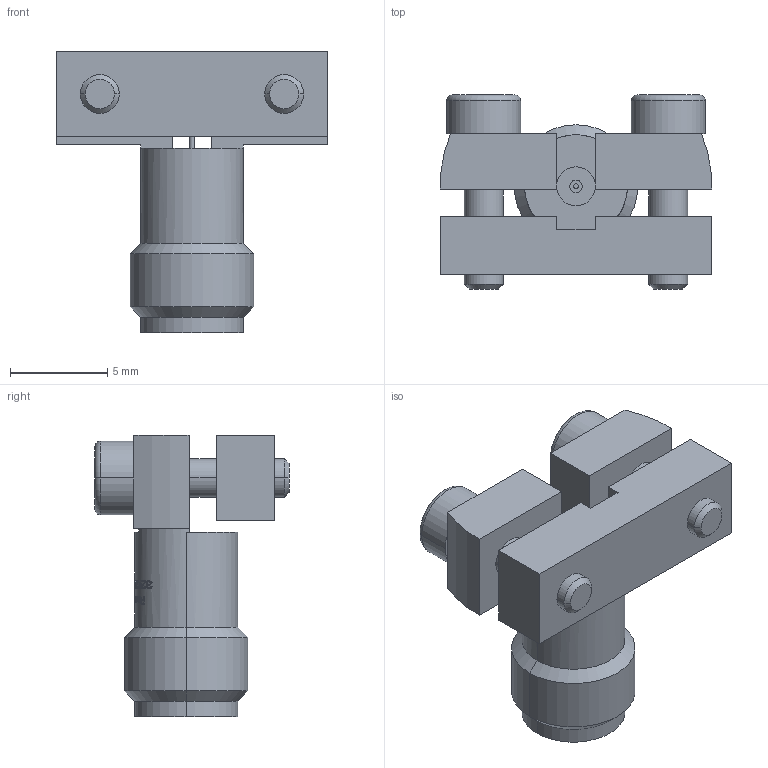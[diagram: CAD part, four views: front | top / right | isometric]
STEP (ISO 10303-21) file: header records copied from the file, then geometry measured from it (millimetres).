
FILE_DESCRIPTION((''),'2;1');
FILE_NAME('32K243-40MXX_SHRINK_ASM','2023-02-08T16:56:54',('F_Oellerer'),(''),'CREO PARAMETRIC BY PTC INC, 2021424','CREO PARAMETRIC BY PTC INC, 2021424','');
FILE_SCHEMA(('AUTOMOTIVE_DESIGN { 1 0 10303 214 1 1 1 1 }'));
Length unit declared in the file: millimetre
Products named in the file (4): 32K243-40M_SW0001; 32K243-40M_01; 32K243-40M_02; 32K243-40MXX_SHRINK_ASM
Assembly tree (4 placements, depth 2):
  32K243-40MXX_SHRINK_ASM
    32K243-40M_SW0001
    32K243-40M_01  x2
    32K243-40M_02
Bounding box: 14 x 10 x 14.5 mm (x, y, z)
Volume: 599.5 mm3; surface area: 972 mm2
Topology: 4 solids, 4 shells, 613 faces, 1662 edges, 1097 vertices
Faces by surface type: extrusion 300, plane 210, cylinder 77, cone 18, torus 8
Entity records: 21545 total; most frequent: CARTESIAN_POINT 7430, ORIENTED_EDGE 3244, DIRECTION 2050, EDGE_CURVE 1622, VERTEX_POINT 1073, B_SPLINE_CURVE_WITH_KNOTS 1002, VECTOR 996, LINE 696
